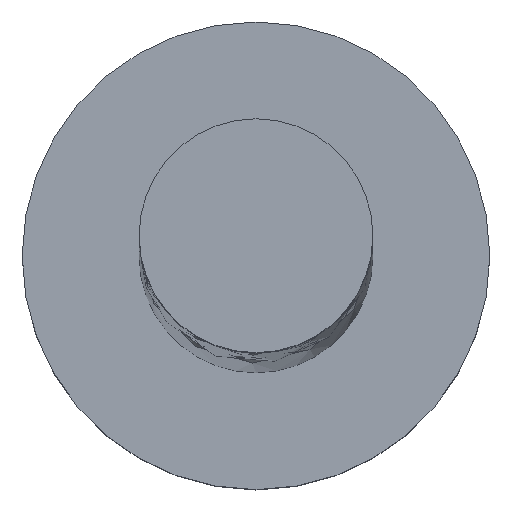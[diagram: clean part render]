
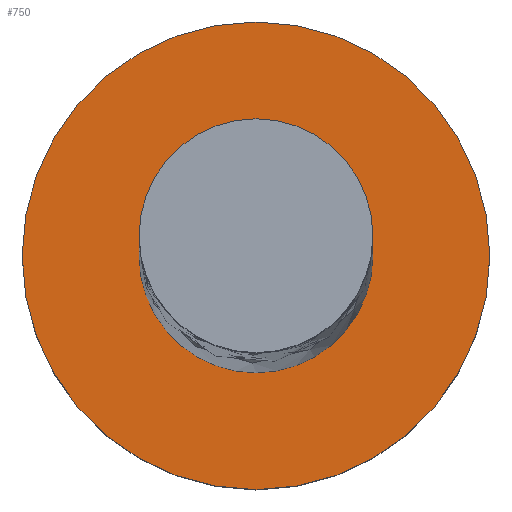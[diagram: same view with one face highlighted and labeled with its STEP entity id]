
A CAD part, top view. The second image highlights one B-rep face of the part: STEP entity #750.
In plain terms, the highlighted planar face has unit normal (0, 0, 1).
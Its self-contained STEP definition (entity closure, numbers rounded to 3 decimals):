
#38 = AXIS2_PLACEMENT_3D ( 'NONE', #896, #1403, #1362 ) ;
#88 = FACE_BOUND ( 'NONE', #225, .T. ) ;
#164 = AXIS2_PLACEMENT_3D ( 'NONE', #304, #1332, #202 ) ;
#167 = DIRECTION ( 'NONE',  ( 0., 0., 1. ) ) ;
#192 = DIRECTION ( 'NONE',  ( 1., 0., 0. ) ) ;
#202 = DIRECTION ( 'NONE',  ( 1., 0., 0. ) ) ;
#225 = EDGE_LOOP ( 'NONE', ( #570, #1077 ) ) ;
#230 = VERTEX_POINT ( 'NONE', #244 ) ;
#244 = CARTESIAN_POINT ( 'NONE',  ( -3.5, 0., 3. ) ) ;
#268 = CIRCLE ( 'NONE', #506, 3.5 ) ;
#294 = CIRCLE ( 'NONE', #715, 3.5 ) ;
#300 = ORIENTED_EDGE ( 'NONE', *, *, #1267, .T. ) ;
#304 = CARTESIAN_POINT ( 'NONE',  ( 0., 0., 3. ) ) ;
#424 = FACE_OUTER_BOUND ( 'NONE', #1237, .T. ) ;
#483 = AXIS2_PLACEMENT_3D ( 'NONE', #557, #1065, #192 ) ;
#506 = AXIS2_PLACEMENT_3D ( 'NONE', #1610, #1541, #1275 ) ;
#514 = EDGE_CURVE ( 'NONE', #963, #1210, #1011, .T. ) ;
#549 = EDGE_CURVE ( 'NONE', #230, #615, #268, .T. ) ;
#557 = CARTESIAN_POINT ( 'NONE',  ( 0., 0., 3. ) ) ;
#570 = ORIENTED_EDGE ( 'NONE', *, *, #514, .F. ) ;
#587 = EDGE_CURVE ( 'NONE', #1210, #963, #1514, .T. ) ;
#615 = VERTEX_POINT ( 'NONE', #1468 ) ;
#624 = ORIENTED_EDGE ( 'NONE', *, *, #549, .T. ) ;
#715 = AXIS2_PLACEMENT_3D ( 'NONE', #786, #167, #1288 ) ;
#750 = ADVANCED_FACE ( 'NONE', ( #88, #424 ), #933, .T. ) ;
#786 = CARTESIAN_POINT ( 'NONE',  ( 0., 0., 3. ) ) ;
#896 = CARTESIAN_POINT ( 'NONE',  ( 0., 0., 3. ) ) ;
#933 = PLANE ( 'NONE',  #164 ) ;
#963 = VERTEX_POINT ( 'NONE', #1129 ) ;
#1011 = CIRCLE ( 'NONE', #38, 1.75 ) ;
#1026 = CARTESIAN_POINT ( 'NONE',  ( 1.75, 0., 3. ) ) ;
#1065 = DIRECTION ( 'NONE',  ( 0., 0., 1. ) ) ;
#1077 = ORIENTED_EDGE ( 'NONE', *, *, #587, .F. ) ;
#1129 = CARTESIAN_POINT ( 'NONE',  ( -1.75, 0., 3. ) ) ;
#1210 = VERTEX_POINT ( 'NONE', #1026 ) ;
#1237 = EDGE_LOOP ( 'NONE', ( #624, #300 ) ) ;
#1267 = EDGE_CURVE ( 'NONE', #615, #230, #294, .T. ) ;
#1275 = DIRECTION ( 'NONE',  ( 1., 0., 0. ) ) ;
#1288 = DIRECTION ( 'NONE',  ( 1., 0., 0. ) ) ;
#1332 = DIRECTION ( 'NONE',  ( 0., 0., 1. ) ) ;
#1362 = DIRECTION ( 'NONE',  ( 1., 0., 0. ) ) ;
#1403 = DIRECTION ( 'NONE',  ( 0., 0., 1. ) ) ;
#1468 = CARTESIAN_POINT ( 'NONE',  ( 3.5, 0., 3. ) ) ;
#1514 = CIRCLE ( 'NONE', #483, 1.75 ) ;
#1541 = DIRECTION ( 'NONE',  ( 0., 0., 1. ) ) ;
#1610 = CARTESIAN_POINT ( 'NONE',  ( 0., 0., 3. ) ) ;
